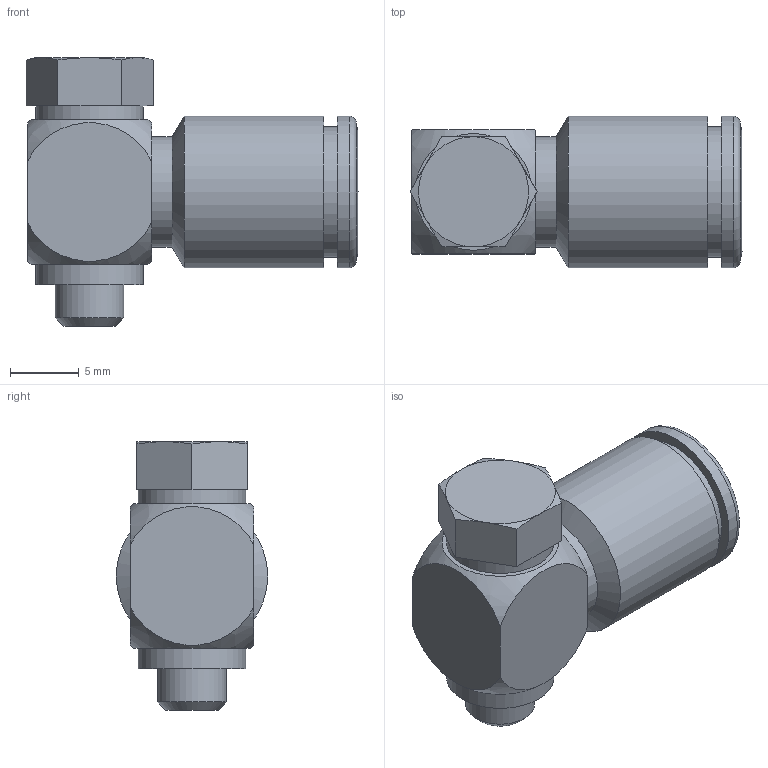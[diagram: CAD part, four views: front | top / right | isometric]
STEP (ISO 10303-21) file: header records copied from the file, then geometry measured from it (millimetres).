
FILE_DESCRIPTION(( 'RV.17.06.M5.STP' ), '1');
FILE_NAME( 'RV.17.06.M5.STP', '2018-10-09T16:43:27',( 'Sopra'),('sopra-pneumatic.com'), 'SwSTEP 2.0','SolidWorks 2009','' );
FILE_SCHEMA (('AUTOMOTIVE_DESIGN { 1 0 10303 214 1 1 1 1 }'));
Length unit declared in the file: millimetre
Products named in the file (6): Root; DR6-1_NEU; 800031; 14111; 800041; R201213-i1
Assembly tree (5 placements, depth 2):
  Root
    DR6-1_NEU
    800031
    14111
    800041
    R201213-i1
Bounding box: 24.12 x 11 x 19.5 mm (x, y, z)
Volume: 1752.4 mm3; surface area: 2720.8 mm2
Topology: 5 solids, 5 shells, 64 faces, 133 edges, 84 vertices
Faces by surface type: plane 24, cone 20, cylinder 17, sphere 2, torus 1
Full cylindrical faces by diameter (mm): 2.3 x1, 4 x1, 5 x2, 5.2 x1, 5.5 x1, 6.1 x1, 6.2 x1, 7.8 x2, 8 x1, 8.3 x1, 9 x1, 9.5 x1, 9.6 x1, 11 x2
Entity records: 3168 total; most frequent: CARTESIAN_POINT 930, DIRECTION 306, PRESENTATION_STYLE_ASSIGNMENT 181, COLOUR_RGB 178, DRAUGHTING_PRE_DEFINED_CURVE_FONT 176, CURVE_STYLE 176, OVER_RIDING_STYLED_ITEM 176, ORIENTED_EDGE 176
